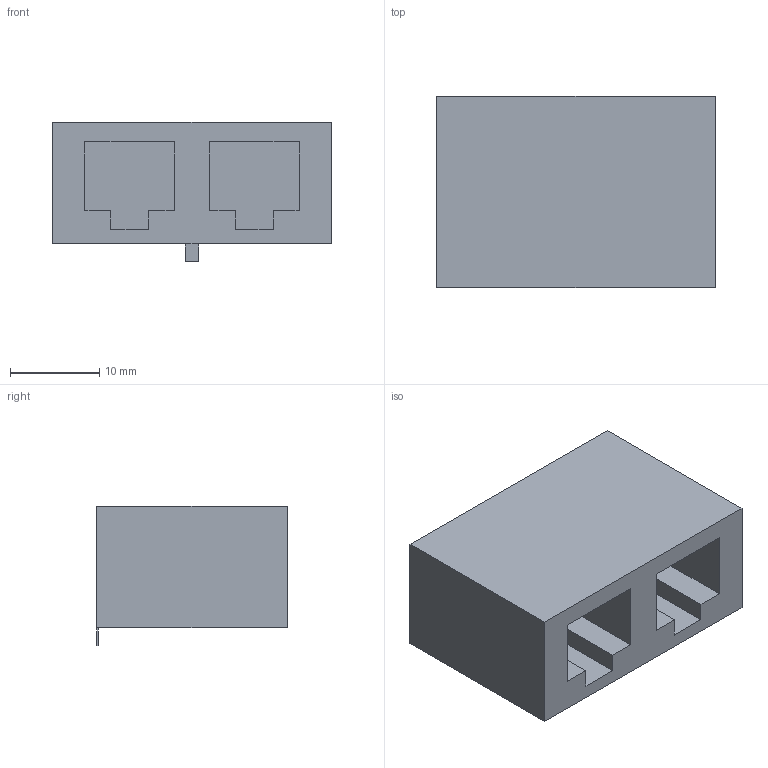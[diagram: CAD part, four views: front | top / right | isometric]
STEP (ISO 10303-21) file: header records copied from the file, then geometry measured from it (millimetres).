
FILE_DESCRIPTION( ( '' ), ' ' );
FILE_NAME( '59233a829006600fb9c8795f.step', '2017-05-22T19:22:42', ( '' ), ( '' ), ' ', ' ', ' ' );
FILE_SCHEMA( ( 'AUTOMOTIVE_DESIGN { 1 0 10303 214 1 1 1 1 }' ) );
Length unit declared in the file: metre
Products named in the file (1): Part 1
Bounding box: 31.18 x 21.36 x 15.61 mm (x, y, z)
Volume: 6487.9 mm3; surface area: 3956.9 mm2
Topology: 1 solids, 1 shells, 28 faces, 72 edges, 48 vertices
Faces by surface type: plane 28
Entity records: 1076 total; most frequent: CARTESIAN_POINT 149, ORIENTED_EDGE 144, DIRECTION 130, EDGE_CURVE 72, LINE 72, VECTOR 72, VERTEX_POINT 48, EDGE_LOOP 30
